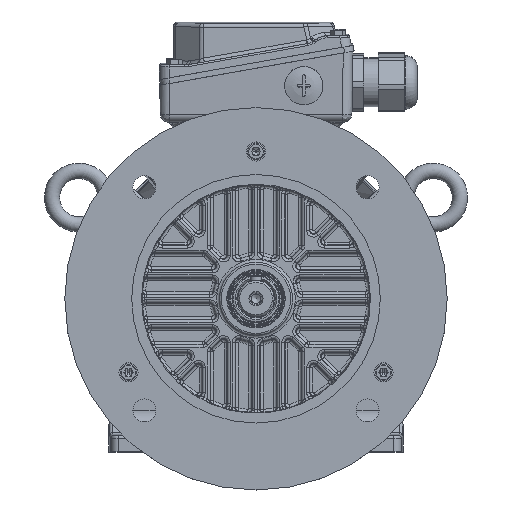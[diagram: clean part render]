
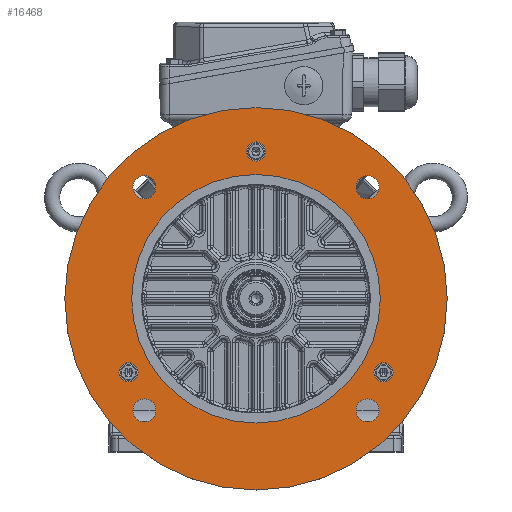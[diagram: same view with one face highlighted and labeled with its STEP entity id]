
A CAD part, top view. The second image highlights one B-rep face of the part: STEP entity #16468.
In plain terms, the highlighted planar face has unit normal (0, 0, 1).
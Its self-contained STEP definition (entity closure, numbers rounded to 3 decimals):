
#3294=PLANE('',#56762);
#16468=ADVANCED_FACE('',(#18361,#18362,#18363,#18364,#18365,#18366,#18367,
#18368,#18369),#3294,.T.);
#18361=FACE_BOUND('',#20752,.T.);
#18362=FACE_BOUND('',#20753,.T.);
#18363=FACE_BOUND('',#20754,.T.);
#18364=FACE_BOUND('',#20755,.T.);
#18365=FACE_BOUND('',#20756,.T.);
#18366=FACE_BOUND('',#20757,.T.);
#18367=FACE_BOUND('',#20758,.T.);
#18368=FACE_BOUND('',#20759,.T.);
#18369=FACE_BOUND('',#20760,.T.);
#20752=EDGE_LOOP('',(#31020));
#20753=EDGE_LOOP('',(#31021));
#20754=EDGE_LOOP('',(#31022));
#20755=EDGE_LOOP('',(#31023));
#20756=EDGE_LOOP('',(#31024));
#20757=EDGE_LOOP('',(#31025));
#20758=EDGE_LOOP('',(#31026));
#20759=EDGE_LOOP('',(#31027));
#20760=EDGE_LOOP('',(#31028));
#31020=ORIENTED_EDGE('',*,*,#46075,.F.);
#31021=ORIENTED_EDGE('',*,*,#46077,.F.);
#31022=ORIENTED_EDGE('',*,*,#46079,.F.);
#31023=ORIENTED_EDGE('',*,*,#46081,.T.);
#31024=ORIENTED_EDGE('',*,*,#46084,.T.);
#31025=ORIENTED_EDGE('',*,*,#46087,.T.);
#31026=ORIENTED_EDGE('',*,*,#47062,.T.);
#31027=ORIENTED_EDGE('',*,*,#47063,.F.);
#31028=ORIENTED_EDGE('',*,*,#47061,.T.);
#39090=VERTEX_POINT('',#105217);
#39092=VERTEX_POINT('',#105222);
#39094=VERTEX_POINT('',#105227);
#39096=VERTEX_POINT('',#105232);
#39099=VERTEX_POINT('',#105239);
#39102=VERTEX_POINT('',#105247);
#39556=VERTEX_POINT('',#115081);
#39557=VERTEX_POINT('',#115084);
#39558=VERTEX_POINT('',#115086);
#46075=EDGE_CURVE('',#39090,#39090,#51452,.T.);
#46077=EDGE_CURVE('',#39092,#39092,#51454,.T.);
#46079=EDGE_CURVE('',#39094,#39094,#51456,.T.);
#46081=EDGE_CURVE('',#39096,#39096,#51458,.T.);
#46084=EDGE_CURVE('',#39099,#39099,#51461,.T.);
#46087=EDGE_CURVE('',#39102,#39102,#51464,.T.);
#47061=EDGE_CURVE('',#39556,#39556,#51975,.T.);
#47062=EDGE_CURVE('',#39557,#39557,#51976,.T.);
#47063=EDGE_CURVE('',#39558,#39558,#51977,.T.);
#51452=CIRCLE('',#55979,6.);
#51454=CIRCLE('',#55982,6.);
#51456=CIRCLE('',#55985,6.);
#51458=CIRCLE('',#55988,6.);
#51461=CIRCLE('',#55992,5.);
#51464=CIRCLE('',#55997,5.);
#51975=CIRCLE('',#56758,65.);
#51976=CIRCLE('',#56760,5.);
#51977=CIRCLE('',#56761,100.);
#55979=AXIS2_PLACEMENT_3D('',#105216,#65439,#65440);
#55982=AXIS2_PLACEMENT_3D('',#105221,#65445,#65446);
#55985=AXIS2_PLACEMENT_3D('',#105226,#65451,#65452);
#55988=AXIS2_PLACEMENT_3D('',#105231,#65457,#65458);
#55992=AXIS2_PLACEMENT_3D('',#105238,#65465,#65466);
#55997=AXIS2_PLACEMENT_3D('',#105246,#65475,#65476);
#56758=AXIS2_PLACEMENT_3D('',#115080,#67091,#67092);
#56760=AXIS2_PLACEMENT_3D('',#115083,#67095,#67096);
#56761=AXIS2_PLACEMENT_3D('',#115085,#67097,#67098);
#56762=AXIS2_PLACEMENT_3D('',#115087,#67099,#67100);
#65439=DIRECTION('',(0.,0.,1.));
#65440=DIRECTION('',(-1.,0.,0.));
#65445=DIRECTION('',(0.,0.,1.));
#65446=DIRECTION('',(-1.,0.,0.));
#65451=DIRECTION('',(0.,0.,1.));
#65452=DIRECTION('',(-1.,0.,0.));
#65457=DIRECTION('',(0.,0.,-1.));
#65458=DIRECTION('',(-1.,0.,0.));
#65465=DIRECTION('',(0.,0.,-1.));
#65466=DIRECTION('',(1.,0.,0.));
#65475=DIRECTION('',(0.,0.,-1.));
#65476=DIRECTION('',(1.,0.,0.));
#67091=DIRECTION('',(0.,0.,-1.));
#67092=DIRECTION('',(0.,-1.,0.));
#67095=DIRECTION('',(0.,0.,-1.));
#67096=DIRECTION('',(1.,0.,0.));
#67097=DIRECTION('',(0.,0.,-1.));
#67098=DIRECTION('',(-1.,0.,0.));
#67099=DIRECTION('',(0.,0.,1.));
#67100=DIRECTION('',(-1.,0.,0.));
#105216=CARTESIAN_POINT('',(38.142,38.142,33.1));
#105217=CARTESIAN_POINT('',(32.142,38.142,33.1));
#105221=CARTESIAN_POINT('',(38.142,-78.53,33.1));
#105222=CARTESIAN_POINT('',(32.142,-78.53,33.1));
#105226=CARTESIAN_POINT('',(-78.53,-78.53,33.1));
#105227=CARTESIAN_POINT('',(-84.53,-78.53,33.1));
#105231=CARTESIAN_POINT('',(-78.53,38.142,33.1));
#105232=CARTESIAN_POINT('',(-84.53,38.142,33.1));
#105238=CARTESIAN_POINT('',(-20.194,56.806,33.1));
#105239=CARTESIAN_POINT('',(-15.194,56.806,33.1));
#105246=CARTESIAN_POINT('',(46.49,-58.694,33.1));
#105247=CARTESIAN_POINT('',(51.49,-58.694,33.1));
#115080=CARTESIAN_POINT('',(-20.194,-20.194,33.1));
#115081=CARTESIAN_POINT('',(-20.194,-85.194,33.1));
#115083=CARTESIAN_POINT('',(-86.878,-58.694,33.1));
#115084=CARTESIAN_POINT('',(-81.878,-58.694,33.1));
#115085=CARTESIAN_POINT('',(-20.194,-20.194,33.1));
#115086=CARTESIAN_POINT('',(-120.194,-20.194,33.1));
#115087=CARTESIAN_POINT('',(-20.194,-20.194,33.1));
